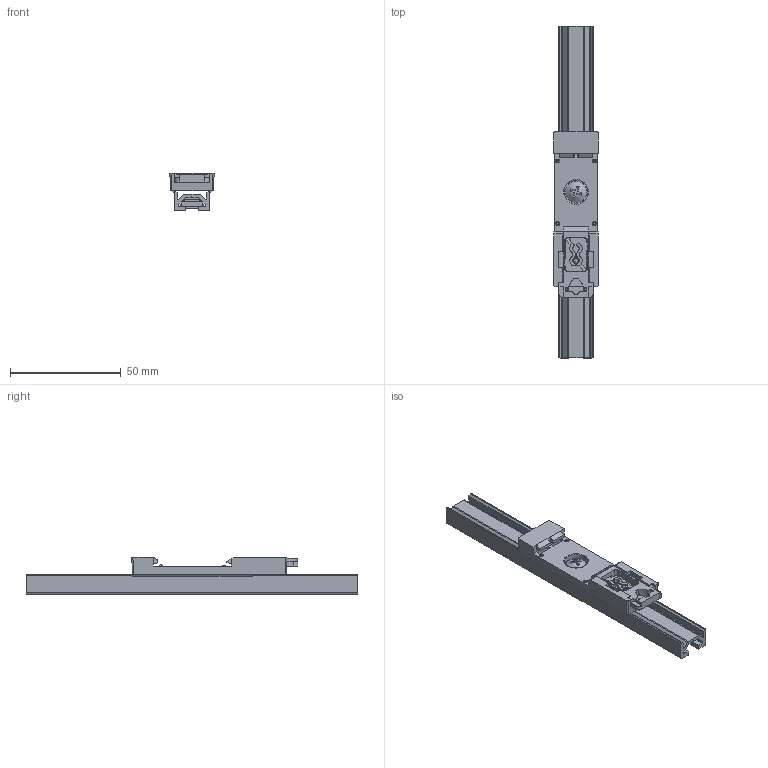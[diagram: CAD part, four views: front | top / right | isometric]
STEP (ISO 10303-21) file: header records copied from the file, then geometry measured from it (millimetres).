
FILE_DESCRIPTION (( 'STEP AP203' ), '1' );
FILE_NAME ('CY7-P174-STP.step', '2024-05-14T00:57:20', ( '' ), ( '' ), 'SwSTEP 2.0', 'SolidWorks 2020', '' );
FILE_SCHEMA (( 'CONFIG_CONTROL_DESIGN' ));
Length unit declared in the file: millimetre
Products named in the file (1): CY7-P174-STP
Bounding box: 20 x 150 x 17 mm (x, y, z)
Surface area: 17143.5 mm2 (no closed solid volume)
Topology: 0 solids, 11 shells, 286 faces, 1172 edges, 865 vertices
Faces by surface type: bspline 286
Entity records: 13217 total; most frequent: CARTESIAN_POINT 7090, ORIENTED_EDGE 1901, EDGE_CURVE 1172, B_SPLINE_CURVE_WITH_KNOTS 1003, VERTEX_POINT 865, EDGE_LOOP 324, FACE_OUTER_BOUND 286, ADVANCED_FACE 286
